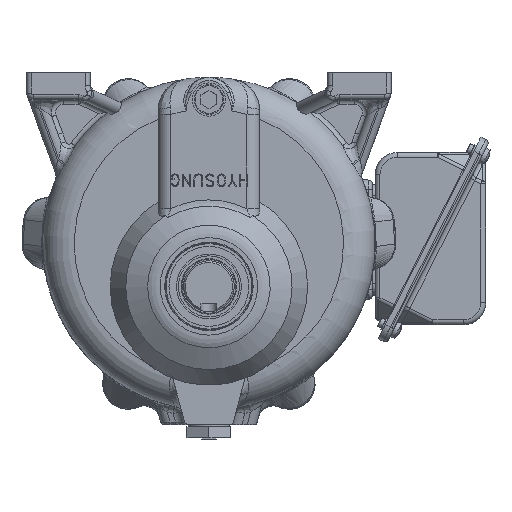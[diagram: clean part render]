
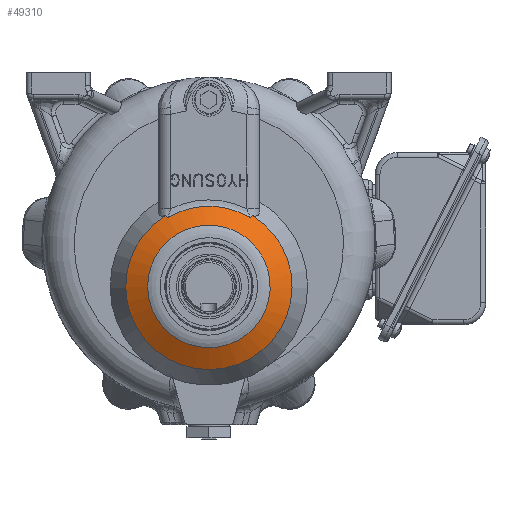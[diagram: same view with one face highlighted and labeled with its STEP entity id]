
A CAD part, top view. The second image highlights one B-rep face of the part: STEP entity #49310.
In plain terms, the highlighted conical face has half-angle 60.255 degrees and reference radius 52.5 mm.
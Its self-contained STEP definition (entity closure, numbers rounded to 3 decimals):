
#243=CONICAL_SURFACE('',#52895,52.5,1.052);
#2253=B_SPLINE_CURVE_WITH_KNOTS('',3,(#73956,#73957,#73958,#73959),
 .UNSPECIFIED.,.F.,.F.,(4,4),(0.,0.002),
 .UNSPECIFIED.);
#2254=B_SPLINE_CURVE_WITH_KNOTS('',3,(#73963,#73964,#73965,#73966),
 .UNSPECIFIED.,.F.,.F.,(4,4),(0.,0.002),
 .UNSPECIFIED.);
#3866=CIRCLE('',#52893,52.5);
#3868=CIRCLE('',#52896,38.689);
#3869=CIRCLE('',#52897,50.655);
#6602=ORIENTED_EDGE('',*,*,#21833,.T.);
#6603=ORIENTED_EDGE('',*,*,#21829,.F.);
#6604=ORIENTED_EDGE('',*,*,#21834,.T.);
#6605=ORIENTED_EDGE('',*,*,#21835,.T.);
#6606=ORIENTED_EDGE('',*,*,#21836,.T.);
#21829=EDGE_CURVE('',#29426,#29427,#3866,.T.);
#21833=EDGE_CURVE('',#29429,#29429,#3868,.F.);
#21834=EDGE_CURVE('',#29426,#29430,#2253,.T.);
#21835=EDGE_CURVE('',#29430,#29431,#3869,.T.);
#21836=EDGE_CURVE('',#29431,#29427,#2254,.F.);
#29426=VERTEX_POINT('',#73937);
#29427=VERTEX_POINT('',#73939);
#29429=VERTEX_POINT('',#73955);
#29430=VERTEX_POINT('',#73960);
#29431=VERTEX_POINT('',#73962);
#41143=EDGE_LOOP('',(#6602));
#41144=EDGE_LOOP('',(#6603,#6604,#6605,#6606));
#44705=FACE_BOUND('',#41143,.T.);
#44706=FACE_BOUND('',#41144,.T.);
#49310=ADVANCED_FACE('',(#44705,#44706),#243,.T.);
#52893=AXIS2_PLACEMENT_3D('',#73938,#58603,#58604);
#52895=AXIS2_PLACEMENT_3D('',#73953,#58607,#58608);
#52896=AXIS2_PLACEMENT_3D('',#73954,#58609,#58610);
#52897=AXIS2_PLACEMENT_3D('',#73961,#58611,#58612);
#58603=DIRECTION('',(0.,0.,-1.));
#58604=DIRECTION('',(0.,1.,0.));
#58607=DIRECTION('',(0.,0.,-1.));
#58608=DIRECTION('',(0.,1.,0.));
#58609=DIRECTION('',(0.,0.,1.));
#58610=DIRECTION('',(0.,-1.,0.));
#58611=DIRECTION('',(0.,0.,1.));
#58612=DIRECTION('',(1.,0.,0.));
#73937=CARTESIAN_POINT('',(27.282,17.855,102.));
#73938=CARTESIAN_POINT('',(0.,-27.,102.));
#73939=CARTESIAN_POINT('',(-27.282,17.855,102.));
#73953=CARTESIAN_POINT('',(0.,-27.,102.));
#73954=CARTESIAN_POINT('',(0.,-27.,109.892));
#73955=CARTESIAN_POINT('',(0.,-65.689,109.892));
#73956=CARTESIAN_POINT('',(27.282,17.855,102.));
#73957=CARTESIAN_POINT('',(26.881,17.376,102.353));
#73958=CARTESIAN_POINT('',(26.466,16.908,102.704));
#73959=CARTESIAN_POINT('',(26.04,16.45,103.054));
#73960=CARTESIAN_POINT('',(26.04,16.45,103.054));
#73961=CARTESIAN_POINT('',(0.,-27.,103.054));
#73962=CARTESIAN_POINT('',(-26.04,16.45,103.054));
#73963=CARTESIAN_POINT('',(-27.282,17.855,102.));
#73964=CARTESIAN_POINT('',(-26.881,17.376,102.353));
#73965=CARTESIAN_POINT('',(-26.466,16.908,102.704));
#73966=CARTESIAN_POINT('',(-26.04,16.45,103.054));
